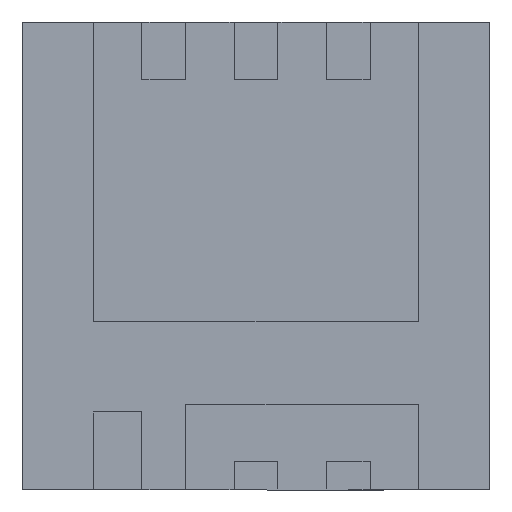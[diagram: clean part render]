
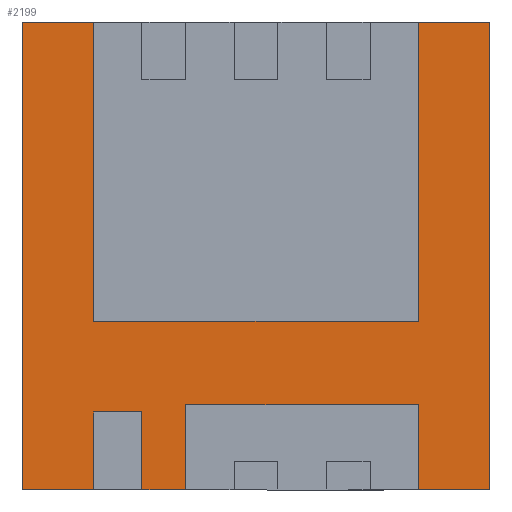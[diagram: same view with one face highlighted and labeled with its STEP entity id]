
A CAD part, front view. The second image highlights one B-rep face of the part: STEP entity #2199.
In plain terms, the highlighted planar face has unit normal (0, -1, 0).
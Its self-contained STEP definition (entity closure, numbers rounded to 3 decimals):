
#40 = DIRECTION ( 'NONE',  ( 0., 0., -1. ) ) ;
#48 = ORIENTED_EDGE ( 'NONE', *, *, #1971, .F. ) ;
#51 = DIRECTION ( 'NONE',  ( 1., 0., 0. ) ) ;
#106 = EDGE_CURVE ( 'NONE', #513, #1135, #1326, .T. ) ;
#140 = VERTEX_POINT ( 'NONE', #290 ) ;
#156 = ORIENTED_EDGE ( 'NONE', *, *, #1302, .F. ) ;
#170 = DIRECTION ( 'NONE',  ( 0., 0., 1. ) ) ;
#182 = VECTOR ( 'NONE', #1339, 1000. ) ;
#184 = CARTESIAN_POINT ( 'NONE',  ( -1.145, 0., 1.65 ) ) ;
#201 = ORIENTED_EDGE ( 'NONE', *, *, #473, .F. ) ;
#207 = LINE ( 'NONE', #1630, #2130 ) ;
#228 = CARTESIAN_POINT ( 'NONE',  ( -0.495, 0., -1.65 ) ) ;
#257 = DIRECTION ( 'NONE',  ( 0., 0., -1. ) ) ;
#261 = CARTESIAN_POINT ( 'NONE',  ( -0.805, 0., -1.1 ) ) ;
#272 = CARTESIAN_POINT ( 'NONE',  ( -1.145, 0., -0.46 ) ) ;
#273 = ORIENTED_EDGE ( 'NONE', *, *, #1382, .F. ) ;
#275 = VERTEX_POINT ( 'NONE', #1676 ) ;
#278 = DIRECTION ( 'NONE',  ( -1., 0., 0. ) ) ;
#280 = ORIENTED_EDGE ( 'NONE', *, *, #1235, .F. ) ;
#290 = CARTESIAN_POINT ( 'NONE',  ( 1.65, 0., 1.65 ) ) ;
#295 = VECTOR ( 'NONE', #1604, 1000. ) ;
#300 = VERTEX_POINT ( 'NONE', #778 ) ;
#330 = EDGE_CURVE ( 'NONE', #2149, #2356, #1660, .T. ) ;
#363 = ORIENTED_EDGE ( 'NONE', *, *, #1033, .F. ) ;
#403 = CARTESIAN_POINT ( 'NONE',  ( -1.145, 0., -1.65 ) ) ;
#406 = LINE ( 'NONE', #1072, #2339 ) ;
#473 = EDGE_CURVE ( 'NONE', #140, #513, #1774, .T. ) ;
#483 = CARTESIAN_POINT ( 'NONE',  ( -1.145, 0., -1.1 ) ) ;
#497 = VECTOR ( 'NONE', #40, 1000. ) ;
#513 = VERTEX_POINT ( 'NONE', #961 ) ;
#603 = EDGE_LOOP ( 'NONE', ( #996, #1997, #1020, #1909, #1428, #1921, #273, #280, #363, #48, #1424, #156, #814, #727, #1381, #201 ) ) ;
#627 = CARTESIAN_POINT ( 'NONE',  ( 1.65, 0., -1.65 ) ) ;
#654 = EDGE_CURVE ( 'NONE', #1783, #2129, #2039, .T. ) ;
#674 = VECTOR ( 'NONE', #1781, 1000. ) ;
#705 = VECTOR ( 'NONE', #1481, 1000. ) ;
#722 = DIRECTION ( 'NONE',  ( 1., 0., 0. ) ) ;
#727 = ORIENTED_EDGE ( 'NONE', *, *, #2207, .F. ) ;
#741 = EDGE_CURVE ( 'NONE', #300, #140, #406, .T. ) ;
#752 = EDGE_CURVE ( 'NONE', #1192, #300, #802, .T. ) ;
#771 = DIRECTION ( 'NONE',  ( 0., 0., 1. ) ) ;
#778 = CARTESIAN_POINT ( 'NONE',  ( 1.145, 0., 1.65 ) ) ;
#782 = CARTESIAN_POINT ( 'NONE',  ( -0.495, 0., -1.05 ) ) ;
#802 = LINE ( 'NONE', #1790, #295 ) ;
#814 = ORIENTED_EDGE ( 'NONE', *, *, #1782, .F. ) ;
#849 = EDGE_CURVE ( 'NONE', #1136, #1546, #1227, .T. ) ;
#885 = VECTOR ( 'NONE', #1775, 1000. ) ;
#918 = LINE ( 'NONE', #403, #1231 ) ;
#956 = CARTESIAN_POINT ( 'NONE',  ( -0.495, 0., -1.05 ) ) ;
#961 = CARTESIAN_POINT ( 'NONE',  ( 1.65, 0., -1.65 ) ) ;
#979 = VECTOR ( 'NONE', #51, 1000. ) ;
#996 = ORIENTED_EDGE ( 'NONE', *, *, #741, .F. ) ;
#1020 = ORIENTED_EDGE ( 'NONE', *, *, #1459, .F. ) ;
#1033 = EDGE_CURVE ( 'NONE', #1605, #275, #1893, .T. ) ;
#1050 = CARTESIAN_POINT ( 'NONE',  ( 1.65, 0., -1.65 ) ) ;
#1057 = FACE_OUTER_BOUND ( 'NONE', #603, .T. ) ;
#1072 = CARTESIAN_POINT ( 'NONE',  ( 1.65, 0., 1.65 ) ) ;
#1085 = DIRECTION ( 'NONE',  ( 0., 0., 1. ) ) ;
#1086 = VECTOR ( 'NONE', #278, 1000. ) ;
#1090 = CARTESIAN_POINT ( 'NONE',  ( -0.805, 0., -1.1 ) ) ;
#1097 = CARTESIAN_POINT ( 'NONE',  ( 1.145, 0., -1.65 ) ) ;
#1124 = CARTESIAN_POINT ( 'NONE',  ( -1.145, 0., 1.65 ) ) ;
#1135 = VERTEX_POINT ( 'NONE', #1097 ) ;
#1136 = VERTEX_POINT ( 'NONE', #184 ) ;
#1148 = VECTOR ( 'NONE', #2295, 1000. ) ;
#1162 = CARTESIAN_POINT ( 'NONE',  ( 1.65, 0., -1.65 ) ) ;
#1173 = CARTESIAN_POINT ( 'NONE',  ( 1.65, 0., 1.65 ) ) ;
#1192 = VERTEX_POINT ( 'NONE', #1458 ) ;
#1227 = LINE ( 'NONE', #1124, #705 ) ;
#1231 = VECTOR ( 'NONE', #1499, 1000. ) ;
#1235 = EDGE_CURVE ( 'NONE', #275, #2189, #918, .T. ) ;
#1267 = CARTESIAN_POINT ( 'NONE',  ( 0., 0., 0. ) ) ;
#1302 = EDGE_CURVE ( 'NONE', #2284, #1783, #2200, .T. ) ;
#1326 = LINE ( 'NONE', #1162, #1148 ) ;
#1327 = CARTESIAN_POINT ( 'NONE',  ( 1.65, 0., 1.65 ) ) ;
#1339 = DIRECTION ( 'NONE',  ( -1., 0., 0. ) ) ;
#1381 = ORIENTED_EDGE ( 'NONE', *, *, #106, .F. ) ;
#1382 = EDGE_CURVE ( 'NONE', #2189, #2149, #1743, .T. ) ;
#1421 = VECTOR ( 'NONE', #1720, 1000. ) ;
#1424 = ORIENTED_EDGE ( 'NONE', *, *, #654, .F. ) ;
#1428 = ORIENTED_EDGE ( 'NONE', *, *, #1827, .F. ) ;
#1458 = CARTESIAN_POINT ( 'NONE',  ( 1.145, 0., -0.46 ) ) ;
#1459 = EDGE_CURVE ( 'NONE', #1546, #1192, #1862, .T. ) ;
#1471 = VECTOR ( 'NONE', #1933, 1000. ) ;
#1481 = DIRECTION ( 'NONE',  ( 0., 0., -1. ) ) ;
#1486 = CARTESIAN_POINT ( 'NONE',  ( -1.65, 0., 1.65 ) ) ;
#1499 = DIRECTION ( 'NONE',  ( 0., 0., -1. ) ) ;
#1546 = VERTEX_POINT ( 'NONE', #2209 ) ;
#1604 = DIRECTION ( 'NONE',  ( 0., 0., 1. ) ) ;
#1605 = VERTEX_POINT ( 'NONE', #1090 ) ;
#1630 = CARTESIAN_POINT ( 'NONE',  ( 1.145, 0., -1.05 ) ) ;
#1660 = LINE ( 'NONE', #1486, #2262 ) ;
#1676 = CARTESIAN_POINT ( 'NONE',  ( -1.145, 0., -1.1 ) ) ;
#1682 = VECTOR ( 'NONE', #257, 1000. ) ;
#1720 = DIRECTION ( 'NONE',  ( 0., 0., 1. ) ) ;
#1743 = LINE ( 'NONE', #627, #1471 ) ;
#1744 = LINE ( 'NONE', #261, #1421 ) ;
#1774 = LINE ( 'NONE', #1327, #497 ) ;
#1775 = DIRECTION ( 'NONE',  ( 1., 0., 0. ) ) ;
#1781 = DIRECTION ( 'NONE',  ( -1., 0., 0. ) ) ;
#1782 = EDGE_CURVE ( 'NONE', #2327, #2284, #2136, .T. ) ;
#1783 = VERTEX_POINT ( 'NONE', #228 ) ;
#1790 = CARTESIAN_POINT ( 'NONE',  ( 1.145, 0., -0.46 ) ) ;
#1827 = EDGE_CURVE ( 'NONE', #2356, #1136, #1863, .T. ) ;
#1845 = CARTESIAN_POINT ( 'NONE',  ( 1.145, 0., -1.05 ) ) ;
#1862 = LINE ( 'NONE', #272, #885 ) ;
#1863 = LINE ( 'NONE', #1173, #979 ) ;
#1893 = LINE ( 'NONE', #483, #674 ) ;
#1905 = CARTESIAN_POINT ( 'NONE',  ( -0.495, 0., -1.65 ) ) ;
#1909 = ORIENTED_EDGE ( 'NONE', *, *, #849, .F. ) ;
#1921 = ORIENTED_EDGE ( 'NONE', *, *, #330, .F. ) ;
#1933 = DIRECTION ( 'NONE',  ( -1., 0., 0. ) ) ;
#1971 = EDGE_CURVE ( 'NONE', #2129, #1605, #1744, .T. ) ;
#1997 = ORIENTED_EDGE ( 'NONE', *, *, #752, .F. ) ;
#2000 = CARTESIAN_POINT ( 'NONE',  ( -0.805, 0., -1.65 ) ) ;
#2009 = CARTESIAN_POINT ( 'NONE',  ( -1.145, 0., -1.65 ) ) ;
#2017 = DIRECTION ( 'NONE',  ( 0., 1., 0. ) ) ;
#2039 = LINE ( 'NONE', #1050, #1086 ) ;
#2129 = VERTEX_POINT ( 'NONE', #2000 ) ;
#2130 = VECTOR ( 'NONE', #1085, 1000. ) ;
#2136 = LINE ( 'NONE', #782, #182 ) ;
#2149 = VERTEX_POINT ( 'NONE', #2195 ) ;
#2167 = AXIS2_PLACEMENT_3D ( 'NONE', #1267, #2017, #170 ) ;
#2189 = VERTEX_POINT ( 'NONE', #2009 ) ;
#2195 = CARTESIAN_POINT ( 'NONE',  ( -1.65, 0., -1.65 ) ) ;
#2199 = ADVANCED_FACE ( 'NONE', ( #1057 ), #2205, .F. ) ;
#2200 = LINE ( 'NONE', #1905, #1682 ) ;
#2205 = PLANE ( 'NONE',  #2167 ) ;
#2207 = EDGE_CURVE ( 'NONE', #1135, #2327, #207, .T. ) ;
#2209 = CARTESIAN_POINT ( 'NONE',  ( -1.145, 0., -0.46 ) ) ;
#2262 = VECTOR ( 'NONE', #771, 1000. ) ;
#2284 = VERTEX_POINT ( 'NONE', #956 ) ;
#2295 = DIRECTION ( 'NONE',  ( -1., 0., 0. ) ) ;
#2327 = VERTEX_POINT ( 'NONE', #1845 ) ;
#2339 = VECTOR ( 'NONE', #722, 1000. ) ;
#2356 = VERTEX_POINT ( 'NONE', #2411 ) ;
#2411 = CARTESIAN_POINT ( 'NONE',  ( -1.65, 0., 1.65 ) ) ;
